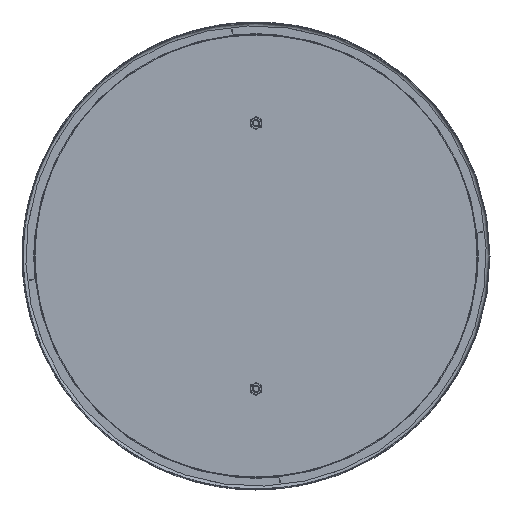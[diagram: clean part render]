
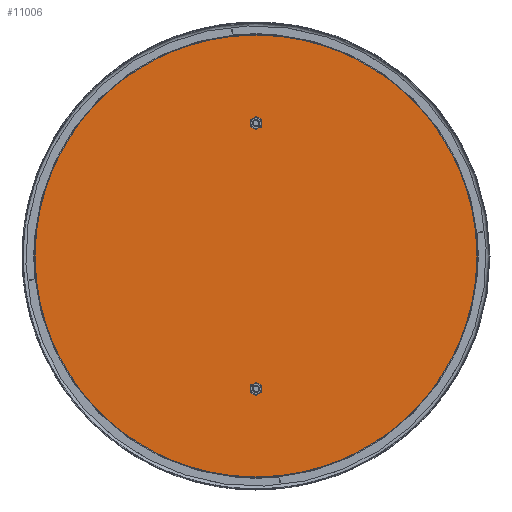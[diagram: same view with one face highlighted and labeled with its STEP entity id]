
A CAD part, front view. The second image highlights one B-rep face of the part: STEP entity #11006.
In plain terms, the highlighted face is planar.
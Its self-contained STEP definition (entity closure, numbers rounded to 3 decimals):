
#10977=CARTESIAN_POINT('',(190.0,0.,0.0));
#10978=VERTEX_POINT('',#10977);
#10979=CARTESIAN_POINT('',(0.0,0.0,0.0));
#10980=DIRECTION('',(0.0,0.0,-1.0));
#10981=DIRECTION('',(-1.0,0.0,0.0));
#10982=AXIS2_PLACEMENT_3D('',#10979,#10980,#10981);
#10983=CIRCLE('',#10982,190.0);
#10984=EDGE_CURVE('',#10978,#10978,#10983,.T.);
#10998=CARTESIAN_POINT('',(0.0,0.0,0.0));
#10999=DIRECTION('',(0.0,0.0,-1.0));
#11000=DIRECTION('',(-1.0,0.0,0.0));
#11001=AXIS2_PLACEMENT_3D('',#10998,#10999,#11000);
#11002=PLANE('',#11001);
#11003=ORIENTED_EDGE('',*,*,#10984,.T.);
#11004=EDGE_LOOP('',(#11003));
#11005=FACE_OUTER_BOUND('',#11004,.T.);
#11006=ADVANCED_FACE('',(#11005),#11002,.T.);
